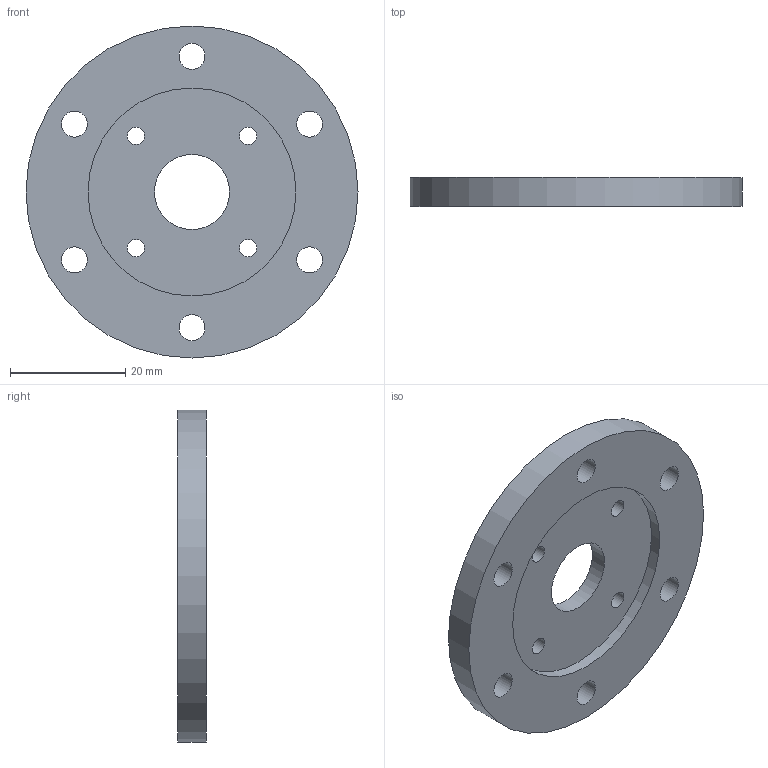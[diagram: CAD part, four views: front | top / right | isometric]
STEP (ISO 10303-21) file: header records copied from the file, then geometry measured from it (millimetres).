
FILE_DESCRIPTION(/* description */ (''),/* implementation_level */ '2;1');
FILE_NAME(/* name */ 'base radiateur moteur rc v1.step',/* time_stamp */ '2023-01-03T20:45:45+01:00',/* author */ (''),/* organization */ (''),/* preprocessor_version */ 'ST-DEVELOPER v19.2',/* originating_system */ 'Autodesk Translation Framework v11.17.0.187',/* authorisation */ '');
FILE_SCHEMA (('AUTOMOTIVE_DESIGN { 1 0 10303 214 3 1 1 }'));
Length unit declared in the file: millimetre
Products named in the file (1): base radiateur moteur rc
Bounding box: 57.5 x 5 x 57.5 mm (x, y, z)
Volume: 9987.7 mm3; surface area: 6469.7 mm2
Topology: 1 solids, 1 shells, 16 faces, 39 edges, 26 vertices
Faces by surface type: cylinder 13, plane 3
Full cylindrical faces by diameter (mm): 3 x4, 4.5 x6, 13 x1, 36 x1, 57.5 x1
Entity records: 566 total; most frequent: DIRECTION 99, CARTESIAN_POINT 82, ORIENTED_EDGE 78, AXIS2_PLACEMENT_3D 43, EDGE_LOOP 39, EDGE_CURVE 39, CIRCLE 26, VERTEX_POINT 26
